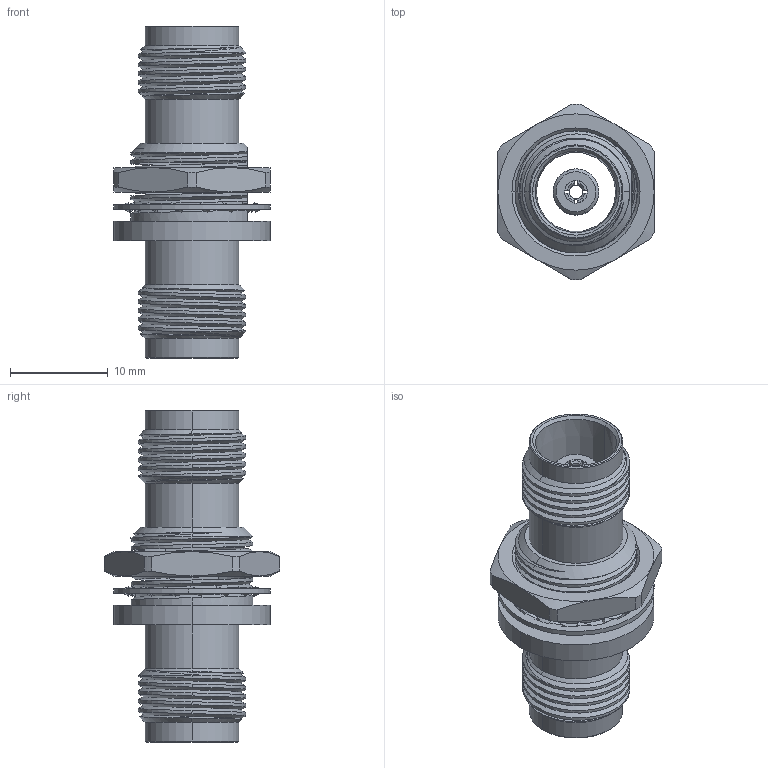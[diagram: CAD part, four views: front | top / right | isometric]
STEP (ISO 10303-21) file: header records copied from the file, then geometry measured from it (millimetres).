
FILE_DESCRIPTION (( 'STEP AP214' ), '1' );
FILE_NAME ('13-501-A3.STEP', '2023-11-17T16:13:52', ( '' ), ( '' ), 'SwSTEP 2.0', 'SolidWorks 2023', '' );
FILE_SCHEMA (( 'AUTOMOTIVE_DESIGN' ));
Length unit declared in the file: millimetre
Products named in the file (1): 13-501-A3
Bounding box: 16 x 18 x 34 mm (x, y, z)
Surface area: 2924 mm2 (no closed solid volume)
Topology: 0 solids, 7 shells, 252 faces, 814 edges, 537 vertices
Faces by surface type: bspline 77, cylinder 61, plane 59, cone 55
Entity records: 20788 total; most frequent: CARTESIAN_POINT 14500, ORIENTED_EDGE 1381, DIRECTION 1068, EDGE_CURVE 814, VERTEX_POINT 537, VECTOR 372, LINE 372, AXIS2_PLACEMENT_3D 348
